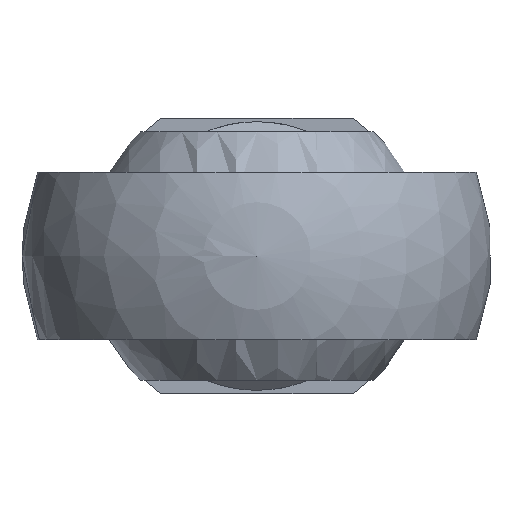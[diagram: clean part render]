
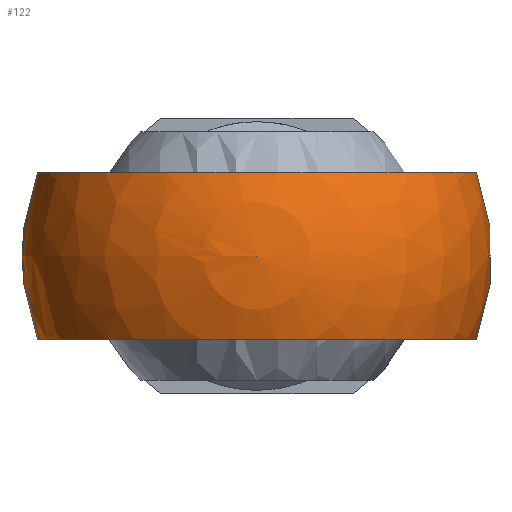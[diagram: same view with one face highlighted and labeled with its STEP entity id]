
A CAD part, left-side view. The second image highlights one B-rep face of the part: STEP entity #122.
In plain terms, the highlighted spherical face has radius 35 mm.
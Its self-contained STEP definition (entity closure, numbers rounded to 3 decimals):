
#122 = ADVANCED_FACE( '', ( #230, #231 ), #232, .T. );
#230 = FACE_BOUND( '', #326, .T. );
#231 = FACE_OUTER_BOUND( '', #327, .T. );
#232 = SPHERICAL_SURFACE( '', #328, 35. );
#326 = VERTEX_LOOP( '', #476 );
#327 = EDGE_LOOP( '', ( #477, #478, #479, #480 ) );
#328 = AXIS2_PLACEMENT_3D( '', #481, #482, #483 );
#476 = VERTEX_POINT( '', #576 );
#477 = ORIENTED_EDGE( '', *, *, #544, .F. );
#478 = ORIENTED_EDGE( '', *, *, #577, .T. );
#479 = ORIENTED_EDGE( '', *, *, #578, .F. );
#480 = ORIENTED_EDGE( '', *, *, #565, .T. );
#481 = CARTESIAN_POINT( '', ( 0., 0., 0. ) );
#482 = DIRECTION( '', ( 1., 0., 0. ) );
#483 = DIRECTION( '', ( 0., 1., 0. ) );
#544 = EDGE_CURVE( '', #625, #627, #628, .T. );
#565 = EDGE_CURVE( '', #654, #627, #658, .F. );
#576 = CARTESIAN_POINT( '', ( -35., 0., 0. ) );
#577 = EDGE_CURVE( '', #625, #670, #671, .F. );
#578 = EDGE_CURVE( '', #654, #670, #672, .T. );
#625 = VERTEX_POINT( '', #721 );
#627 = VERTEX_POINT( '', #730 );
#628 = CIRCLE( '', #731, 30.569 );
#654 = VERTEX_POINT( '', #767 );
#658 = CIRCLE( '', #779, 32.692 );
#670 = VERTEX_POINT( '', #793 );
#671 = CIRCLE( '', #794, 32.692 );
#672 = CIRCLE( '', #795, 30.569 );
#721 = CARTESIAN_POINT( '', ( 17.045, -27.897, 12.5 ) );
#730 = CARTESIAN_POINT( '', ( 17.045, -27.897, -12.5 ) );
#731 = AXIS2_PLACEMENT_3D( '', #851, #852, #853 );
#767 = CARTESIAN_POINT( '', ( 17.045, 27.897, -12.5 ) );
#779 = AXIS2_PLACEMENT_3D( '', #879, #880, #881 );
#793 = CARTESIAN_POINT( '', ( 17.045, 27.897, 12.5 ) );
#794 = AXIS2_PLACEMENT_3D( '', #890, #891, #892 );
#795 = AXIS2_PLACEMENT_3D( '', #893, #894, #895 );
#851 = CARTESIAN_POINT( '', ( 17.045, 0., 0. ) );
#852 = DIRECTION( '', ( 1., 0., 0. ) );
#853 = DIRECTION( '', ( 0., 0., -1. ) );
#879 = CARTESIAN_POINT( '', ( 0., 0., -12.5 ) );
#880 = DIRECTION( '', ( 0., 0., -1. ) );
#881 = DIRECTION( '', ( -1., 0., 0. ) );
#890 = CARTESIAN_POINT( '', ( 0., 0., 12.5 ) );
#891 = DIRECTION( '', ( 0., 0., 1. ) );
#892 = DIRECTION( '', ( 1., 0., 0. ) );
#893 = CARTESIAN_POINT( '', ( 17.045, 0., 0. ) );
#894 = DIRECTION( '', ( 1., 0., 0. ) );
#895 = DIRECTION( '', ( 0., 0., -1. ) );
